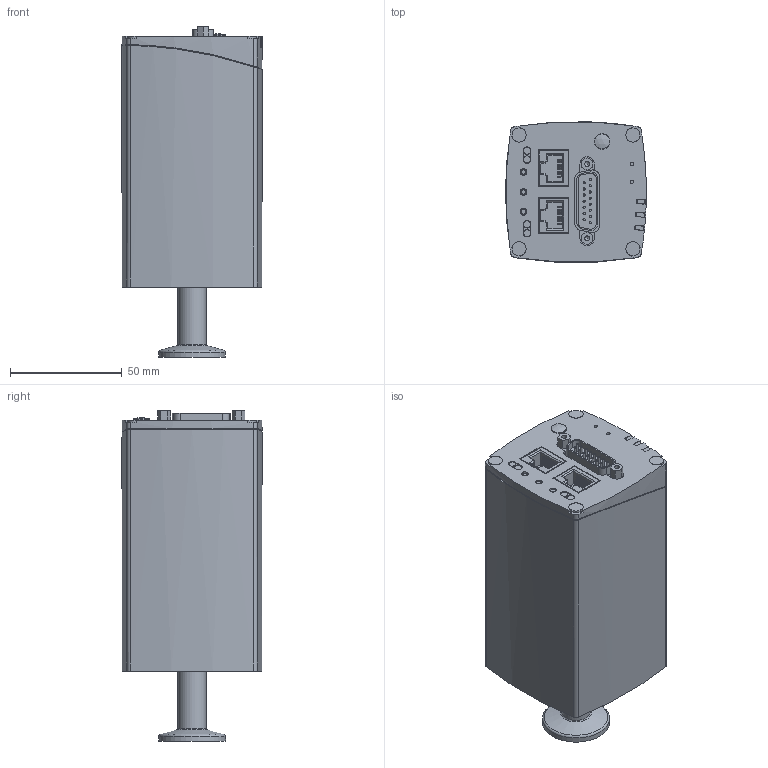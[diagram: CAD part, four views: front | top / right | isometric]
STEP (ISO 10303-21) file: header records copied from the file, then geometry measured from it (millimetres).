
FILE_DESCRIPTION(/* description */ (''),/* implementation_level */ '2;1');
FILE_NAME(/* name */ 'MCDG045D2_16KF_ECAT_II.stp',/* time_stamp */ '2018-09-13T16:06:51+02:00',/* author */ ('STUJ'),/* organization */ (''),/* preprocessor_version */ 'ST-DEVELOPER v17',/* originating_system */ 'Autodesk Inventor 2018',/* authorisation */ '');
FILE_SCHEMA (('AUTOMOTIVE_DESIGN { 1 0 10303 214 3 1 1 }'));
Length unit declared in the file: millimetre
Products named in the file (1): Bauteil3
Bounding box: 63 x 62.76 x 148.1 mm (x, y, z)
Volume: 422006.4 mm3; surface area: 41963.9 mm2
Topology: 1 solids, 1 shells, 664 faces, 1773 edges, 1167 vertices
Faces by surface type: plane 332, cylinder 238, bspline 38, torus 29, cone 23, sphere 4
Full cylindrical faces by diameter (mm): 1 x15, 1.5 x2, 2.156 x2, 3 x3, 3.2 x4, 6.3 x4, 7 x1, 9.6 x1, 10.2 x1, 10.6 x1, 11.5 x1, 12.7 x1, 14 x1, 17.2 x1, 30 x1
Entity records: 23819 total; most frequent: CARTESIAN_POINT 6296, ORIENTED_EDGE 3542, DIRECTION 3431, EDGE_CURVE 1771, AXIS2_PLACEMENT_3D 1208, VERTEX_POINT 1167, LINE 1015, VECTOR 1015
